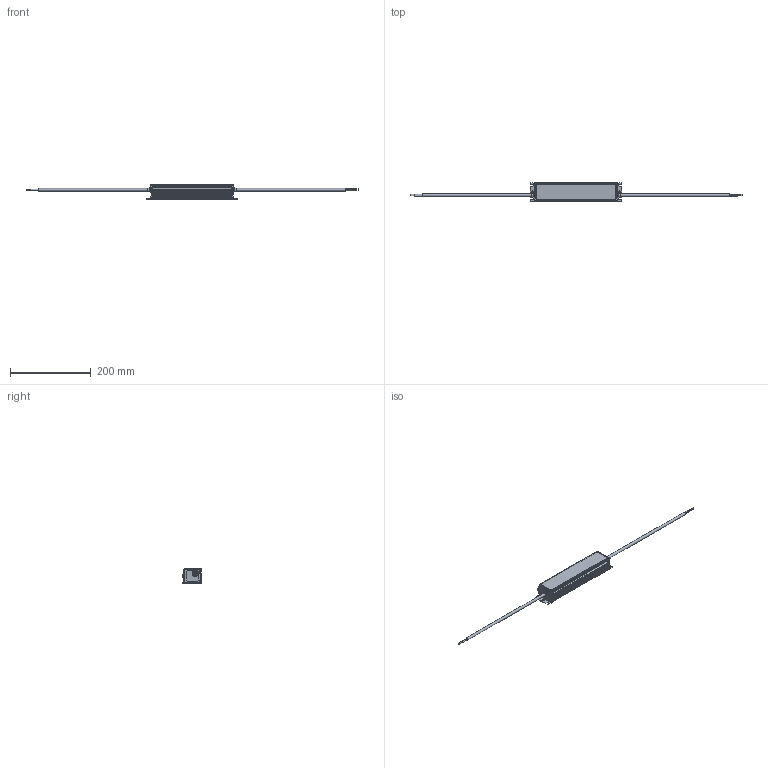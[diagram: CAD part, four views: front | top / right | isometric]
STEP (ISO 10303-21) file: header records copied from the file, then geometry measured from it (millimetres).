
FILE_DESCRIPTION(('STEP AP214'), '1');
FILE_NAME('ﾈﾏﾑ 1200', '', ('UNSPECIFIED'), ('UNSPECIFIED'), 'ASCON STEP Converter 1.6', 'ASCON Math Kernel', '');
FILE_SCHEMA(('AUTOMOTIVE_DESIGN { 1 0 10303 214 3 1 1}'));
Length unit declared in the file: millimetre
Bounding box: 823 x 48.6 x 36 mm (x, y, z)
Volume: 79324.6 mm3; surface area: 98258.1 mm2
Topology: 1 solids, 8 shells, 655 faces, 1764 edges, 1161 vertices
Faces by surface type: plane 366, cylinder 226, bspline 24, cone 17, torus 16, sphere 6
Full cylindrical faces by diameter (mm): 1.2 x5, 2.15 x1, 2.4 x5, 2.9 x6, 3.2 x1, 3.4 x7, 5 x2, 5.6 x6, 6.5 x2, 6.8 x2, 10.2 x2, 10.9 x2, 14 x2
Entity records: 27107 total; most frequent: CARTESIAN_POINT 5240, DIRECTION 3505, ORIENTED_EDGE 3364, EDGE_CURVE 1682, AXIS2_PLACEMENT_3D 1228, VERTEX_POINT 1161, LINE 1049, VECTOR 1049
